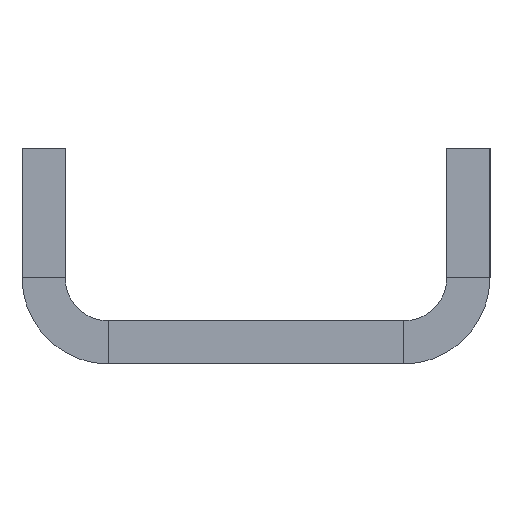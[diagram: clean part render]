
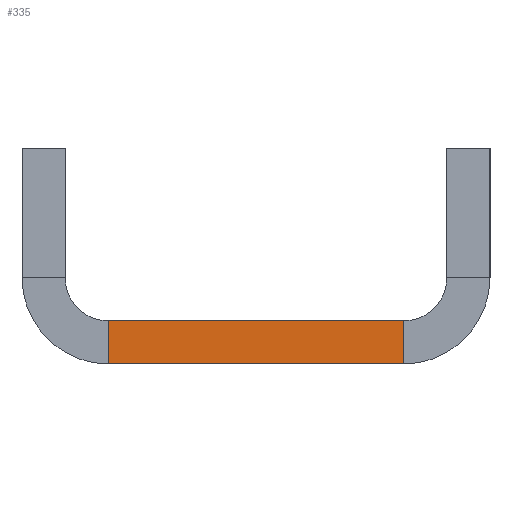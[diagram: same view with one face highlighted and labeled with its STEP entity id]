
A CAD part, left-side view. The second image highlights one B-rep face of the part: STEP entity #335.
In plain terms, the highlighted planar face has unit normal (-1, 0, 0).
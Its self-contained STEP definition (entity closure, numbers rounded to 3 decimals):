
#29=PLANE('',#385);
#51=FACE_OUTER_BOUND('',#73,.T.);
#73=EDGE_LOOP('',(#297,#298,#299,#300));
#96=LINE('',#518,#132);
#111=LINE('',#556,#147);
#117=LINE('',#571,#153);
#118=LINE('',#572,#154);
#132=VECTOR('',#418,10.);
#147=VECTOR('',#457,10.);
#153=VECTOR('',#477,10.);
#154=VECTOR('',#478,10.);
#160=VERTEX_POINT('',#494);
#167=VERTEX_POINT('',#517);
#171=VERTEX_POINT('',#533);
#178=VERTEX_POINT('',#554);
#195=EDGE_CURVE('',#167,#160,#96,.T.);
#214=EDGE_CURVE('',#171,#178,#111,.T.);
#221=EDGE_CURVE('',#171,#160,#117,.T.);
#222=EDGE_CURVE('',#178,#167,#118,.T.);
#297=ORIENTED_EDGE('',*,*,#195,.T.);
#298=ORIENTED_EDGE('',*,*,#221,.F.);
#299=ORIENTED_EDGE('',*,*,#214,.T.);
#300=ORIENTED_EDGE('',*,*,#222,.T.);
#335=ADVANCED_FACE('',(#51),#29,.T.);
#385=AXIS2_PLACEMENT_3D('',#570,#475,#476);
#418=DIRECTION('',(0.,0.,-1.));
#457=DIRECTION('',(0.,0.,1.));
#475=DIRECTION('center_axis',(-1.,0.,0.));
#476=DIRECTION('ref_axis',(0.,0.,1.));
#477=DIRECTION('',(0.,1.,0.));
#478=DIRECTION('',(0.,1.,0.));
#494=CARTESIAN_POINT('',(-500.,20.5,0.));
#517=CARTESIAN_POINT('',(-500.,20.5,6.));
#518=CARTESIAN_POINT('',(-500.,20.5,3.));
#533=CARTESIAN_POINT('',(-500.,-20.5,0.));
#554=CARTESIAN_POINT('',(-500.,-20.5,6.));
#556=CARTESIAN_POINT('',(-500.,-20.5,3.));
#570=CARTESIAN_POINT('Origin',(-500.,-32.5,0.));
#571=CARTESIAN_POINT('',(-500.,-32.5,0.));
#572=CARTESIAN_POINT('',(-500.,-32.5,6.));
